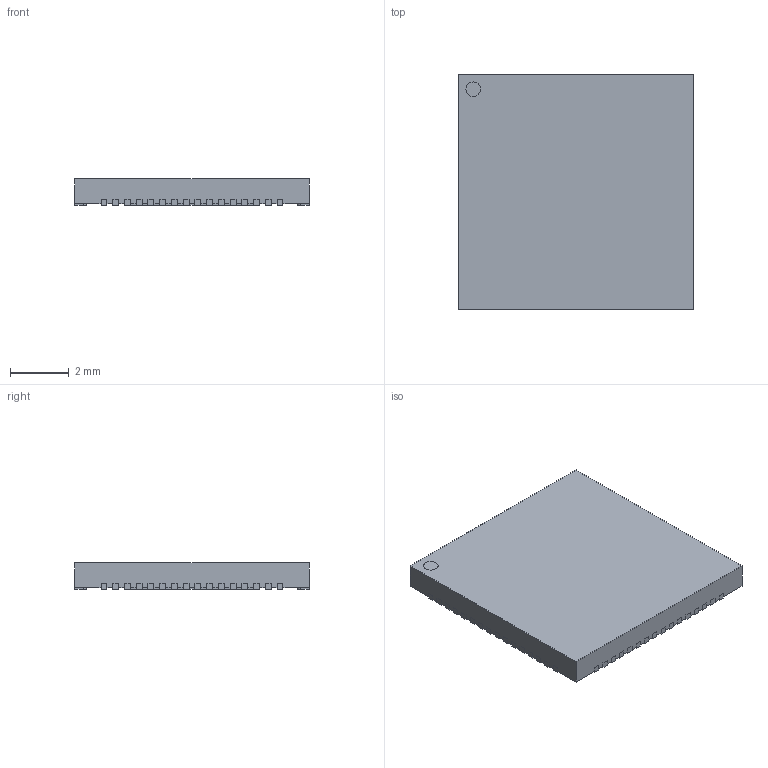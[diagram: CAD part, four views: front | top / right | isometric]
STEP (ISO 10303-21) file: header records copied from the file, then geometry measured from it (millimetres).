
FILE_DESCRIPTION(/* description */ (''),/* implementation_level */ '2;1');
FILE_NAME(/* name */ 'QFN40P800X800X90-65N-S430.stp',/* time_stamp */ '2015-08-28T15:42:50+02:00',/* author */ ('bcivel'),/* organization */ (''),/* preprocessor_version */ 'ST-DEVELOPER v15.5',/* originating_system */ 'AutoCAD Mechanical',/* authorisation */ '');
FILE_SCHEMA (('AUTOMOTIVE_DESIGN { 1 0 10303 214 3 1 1 }'));
Length unit declared in the file: millimetre
Products named in the file (1): Product
Bounding box: 8 x 8 x 0.9 mm (x, y, z)
Volume: 55.6 mm3; surface area: 224.4 mm2
Topology: 67 solids, 67 shells, 657 faces, 1566 edges, 1044 vertices
Faces by surface type: plane 527, cylinder 130
Full cylindrical faces by diameter (mm): 0.5 x2
Entity records: 18803 total; most frequent: CARTESIAN_POINT 3266, DIRECTION 3140, ORIENTED_EDGE 3128, EDGE_CURVE 1564, LINE 1304, VECTOR 1304, VERTEX_POINT 1044, AXIS2_PLACEMENT_3D 918
